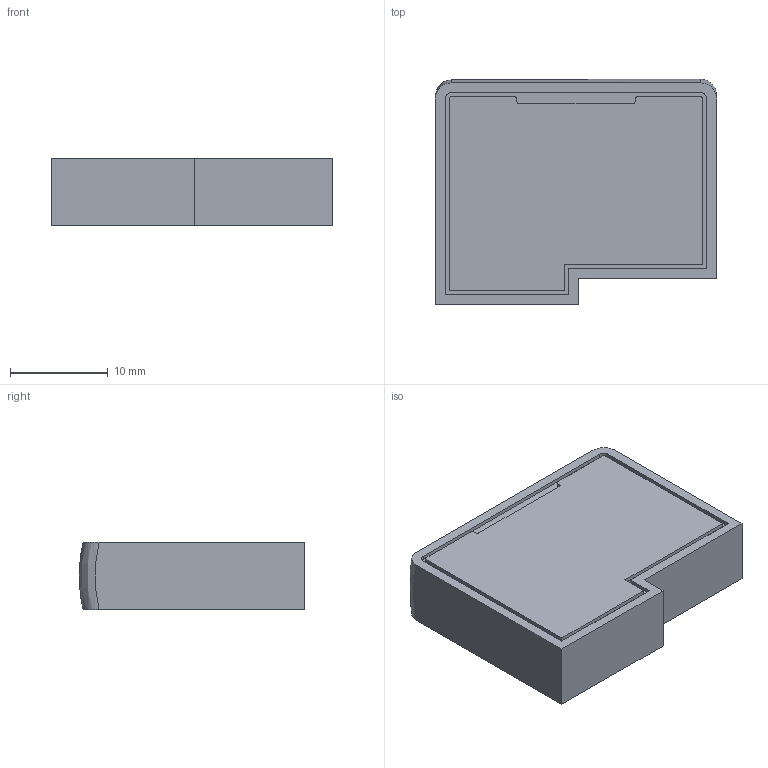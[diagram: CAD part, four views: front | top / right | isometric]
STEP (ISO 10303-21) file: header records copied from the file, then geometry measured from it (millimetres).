
FILE_DESCRIPTION (( 'STEP AP214' ), '1' );
FILE_NAME ('228-2621.STEP', '2013-05-02T02:22:05', ( '' ), ( '' ), 'SwSTEP 2.0', 'SolidWorks 2012', '' );
FILE_SCHEMA (( 'AUTOMOTIVE_DESIGN' ));
Length unit declared in the file: millimetre
Products named in the file (1): 228-2621
Bounding box: 28.7 x 23 x 6.9 mm (x, y, z)
Volume: 4223.2 mm3; surface area: 2073 mm2
Topology: 1 solids, 1 shells, 63 faces, 171 edges, 114 vertices
Faces by surface type: plane 43, bspline 11, cylinder 9
Entity records: 3650 total; most frequent: CARTESIAN_POINT 1391, ORIENTED_EDGE 342, DIRECTION 274, EDGE_CURVE 171, LINE 128, VECTOR 128, VERTEX_POINT 114, AXIS2_PLACEMENT_3D 73
